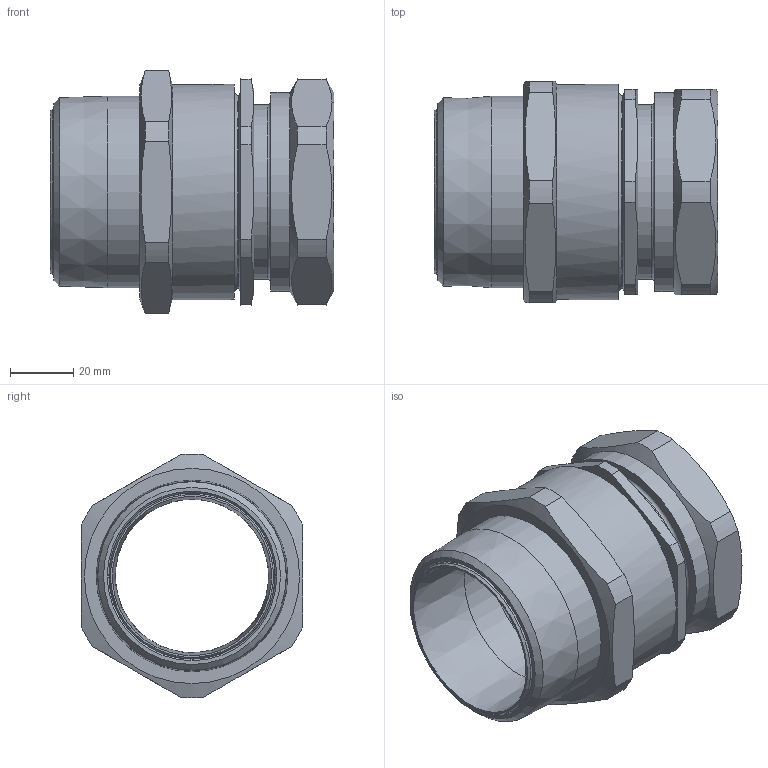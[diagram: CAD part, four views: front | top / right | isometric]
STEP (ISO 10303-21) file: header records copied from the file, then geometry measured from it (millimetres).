
FILE_DESCRIPTION (( 'STEP AP203' ), '1' );
FILE_NAME ('63SPXRCREX1RA53636.STEP', '2017-09-27T10:00:36', ( '' ), ( '' ), 'SwSTEP 2.0', 'SolidWorks 2017', '' );
FILE_SCHEMA (( 'CONFIG_CONTROL_DESIGN' ));
Length unit declared in the file: millimetre
Products named in the file (1): 63SPXRCREX1RA53636
Bounding box: 89.7 x 70 x 76.98 mm (x, y, z)
Surface area: 53624.4 mm2 (no closed solid volume)
Topology: 0 solids, 5 shells, 76 faces, 193 edges, 126 vertices
Faces by surface type: cylinder 27, plane 27, cone 20, torus 2
Full cylindrical faces by diameter (mm): 48.4 x1, 50.1 x1, 52.45 x1, 52.55 x1, 55 x1, 60.5 x1, 62.9 x1, 63 x1, 68 x1
Entity records: 2373 total; most frequent: CARTESIAN_POINT 639, DIRECTION 352, ORIENTED_EDGE 302, EDGE_CURVE 156, AXIS2_PLACEMENT_3D 155, VERTEX_POINT 114, EDGE_LOOP 110, FACE_OUTER_BOUND 87
